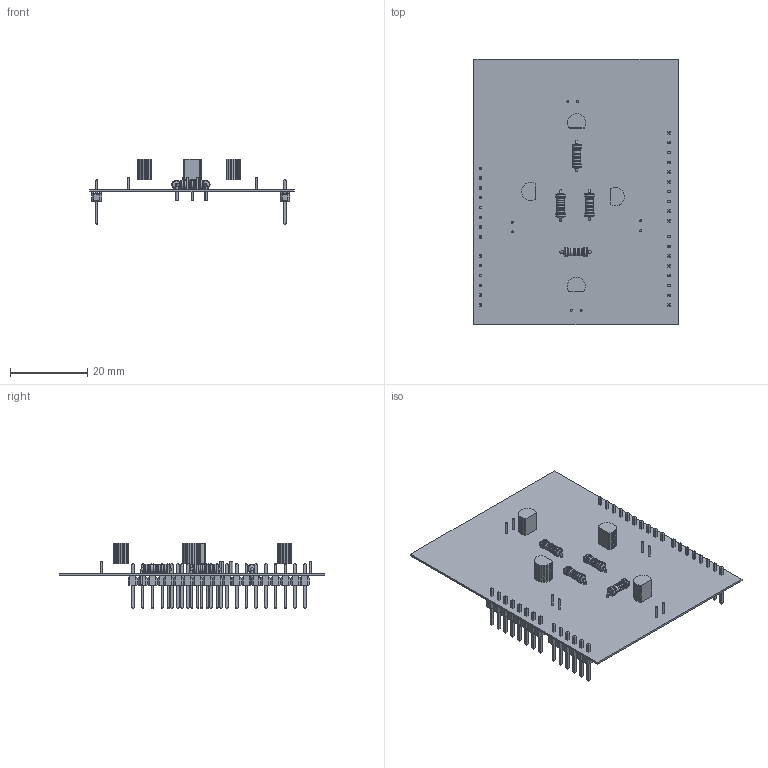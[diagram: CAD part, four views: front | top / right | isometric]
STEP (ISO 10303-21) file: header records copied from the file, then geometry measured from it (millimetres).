
FILE_DESCRIPTION(('Open CASCADE Model'),'2;1');
FILE_NAME('Open CASCADE Shape Model','2023-05-11T06:01:29',('Author'),( 'Open CASCADE'),'Open CASCADE STEP processor 7.5','Open CASCADE 7.5' ,'Unknown');
FILE_SCHEMA(('AUTOMOTIVE_DESIGN { 1 0 10303 214 1 1 1 1 }'));
Length unit declared in the file: millimetre
Products named in the file (45): PCB; Board; Open CASCADE STEP translator 7.5 1.1.1; U1; m20-9990646_asm; M20-999-MOULD; M20-999-PIN; m20-9990846_asm; m20-9991046_asm; R4; MFR-25FBF52-2K (300mils); Leads; Band2; Band4; Band3; Core; Band5; Band1; R3; R2; R1; Q4; 2503802878624; Extruded; Q3; 2503802878704; Q2; 2503802878544; Q1; D4; 2503800104800; Cylinder; D3; 2503800106960; D2; D1; 2503800107200
Assembly tree (75 placements, depth 4):
  PCB
    Board
      Open CASCADE STEP translator 7.5 1.1.1
    U1
      m20-9990646_asm
        M20-999-MOULD
        M20-999-PIN  x6
      m20-9990846_asm  x2
        M20-999-MOULD
        M20-999-PIN
      m20-9991046_asm
        M20-999-MOULD
        M20-999-PIN  x10
    R4
      MFR-25FBF52-2K (300mils)
        Leads
        Band2
        Band4
        Band3
        Core
        Band5
        Band1
    R3
      MFR-25FBF52-2K (300mils)
        Leads
        Band2
        Band4
        Band3
        Core
        Band5
        Band1
    R2
      MFR-25FBF52-2K (300mils)
        Leads
        Band2
        Band4
        Band3
        Core
        Band5
        Band1
    R1
      MFR-25FBF52-2K (300mils)
        Leads
        Band2
        Band4
        Band3
        Core
        Band5
        Band1
    Q4
      2503802878624
        Extruded
    Q3
      2503802878704
        Extruded
    Q2
      2503802878544
        Extruded
    Q1
      2503802878624
Bounding box: 52.99 x 68.89 x 17.03 mm (x, y, z)
Volume: 2840.6 mm3; surface area: 10385.8 mm2
Topology: 77 solids, 77 shells, 1526 faces, 3544 edges, 2180 vertices
Faces by surface type: plane 1430, cylinder 56, torus 24, cone 16
Full cylindrical faces by diameter (mm): 0.508 x8, 0.55 x16, 2 x4, 2.01 x20, 2.4 x8
Entity records: 23745 total; most frequent: CARTESIAN_POINT 4034, ORIENTED_EDGE 3916, DIRECTION 3687, EDGE_CURVE 1958, LINE 1915, VECTOR 1915, VERTEX_POINT 1233, AXIS2_PLACEMENT_3D 886
